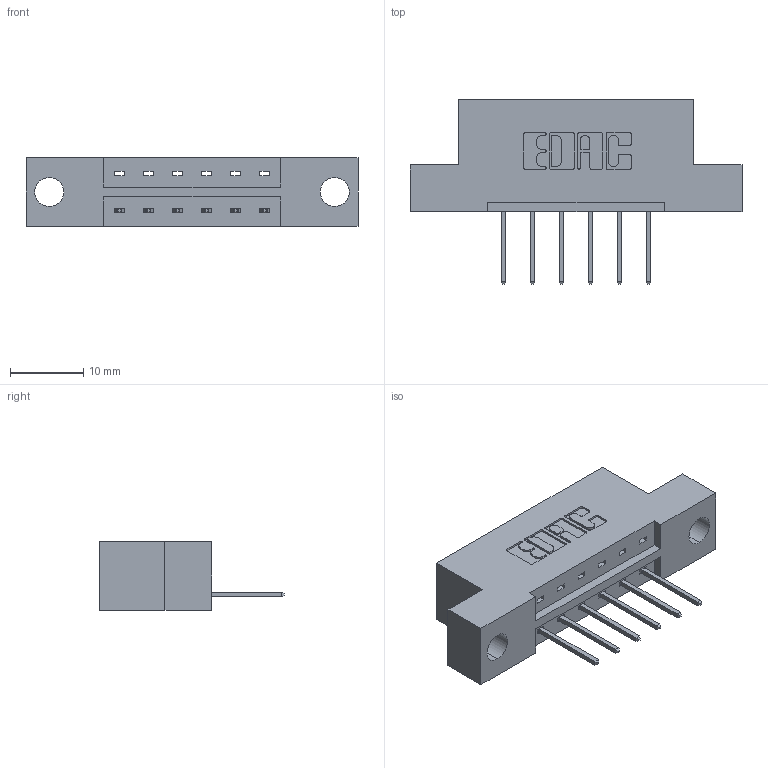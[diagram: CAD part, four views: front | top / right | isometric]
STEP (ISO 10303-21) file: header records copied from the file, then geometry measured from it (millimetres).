
FILE_DESCRIPTION (( 'STEP AP203' ), '1' );
FILE_NAME ('333-006-523-104.STEP', '2018-07-31T21:12:42', ( '' ), ( '' ), 'SwSTEP 2.0', 'SolidWorks 2016', '' );
FILE_SCHEMA (( 'CONFIG_CONTROL_DESIGN' ));
Length unit declared in the file: inch
Products named in the file (3): 333 Part_Flush - .156 Dia - TH; 345-292-001_345-293-123; 333-006-523-104
Assembly tree (7 placements, depth 2):
  333-006-523-104
    333 Part_Flush - .156 Dia - TH
    345-292-001_345-293-123  x6
Bounding box: 45.31 x 25.15 x 9.4 mm (x, y, z)
Volume: 4160 mm3; surface area: 4067 mm2
Topology: 7 solids, 7 shells, 462 faces, 1367 edges, 902 vertices
Faces by surface type: plane 322, cylinder 140
Entity records: 8345 total; most frequent: CARTESIAN_POINT 1452, ORIENTED_EDGE 1394, DIRECTION 1297, EDGE_CURVE 697, LINE 569, VECTOR 569, VERTEX_POINT 462, AXIS2_PLACEMENT_3D 364
